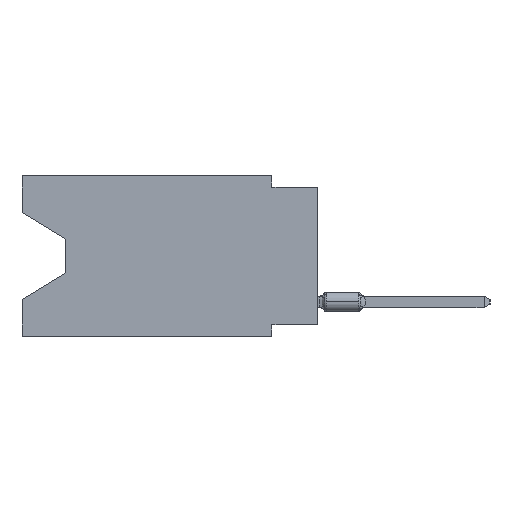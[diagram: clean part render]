
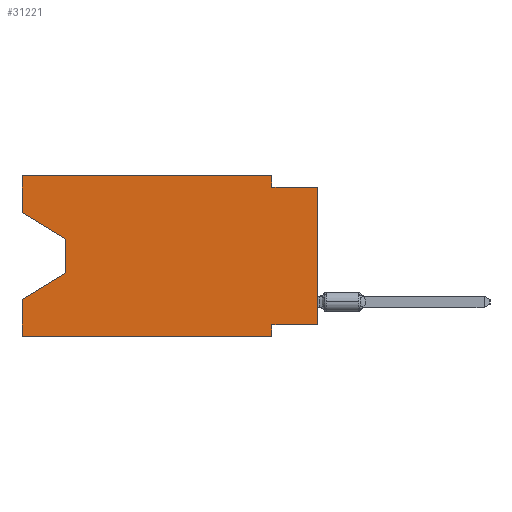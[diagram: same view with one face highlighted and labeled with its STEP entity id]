
A CAD part, left-side view. The second image highlights one B-rep face of the part: STEP entity #31221.
In plain terms, the highlighted planar face has unit normal (-1, 0, 0).
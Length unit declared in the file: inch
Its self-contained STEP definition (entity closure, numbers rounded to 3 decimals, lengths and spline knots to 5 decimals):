
#752 = ORIENTED_EDGE ( 'NONE', *, *, #10477, .F. ) ;
#922 = CARTESIAN_POINT ( 'NONE',  ( 0., 0.55, -0.138 ) ) ;
#981 = EDGE_CURVE ( 'NONE', #2121, #41992, #30878, .T. ) ;
#1057 = CARTESIAN_POINT ( 'NONE',  ( 0., 0.645, -0.35 ) ) ;
#1388 = EDGE_CURVE ( 'NONE', #8418, #18791, #32566, .T. ) ;
#1449 = LINE ( 'NONE', #26802, #17939 ) ;
#2066 = DIRECTION ( 'NONE',  ( 1., 0., 0. ) ) ;
#2121 = VERTEX_POINT ( 'NONE', #45022 ) ;
#2794 = VERTEX_POINT ( 'NONE', #32061 ) ;
#2974 = DIRECTION ( 'NONE',  ( 0., 0., -1. ) ) ;
#3207 = LINE ( 'NONE', #35309, #5713 ) ;
#3225 = EDGE_CURVE ( 'NONE', #36833, #6416, #9492, .T. ) ;
#3738 = VECTOR ( 'NONE', #13017, 39.37008 ) ;
#3855 = CARTESIAN_POINT ( 'NONE',  ( 0., 0., -0.025 ) ) ;
#4162 = DIRECTION ( 'NONE',  ( 0., 0., -1. ) ) ;
#5052 = CARTESIAN_POINT ( 'NONE',  ( 0., 0.1, 0. ) ) ;
#5161 = EDGE_CURVE ( 'NONE', #22649, #24503, #13870, .T. ) ;
#5559 = PLANE ( 'NONE',  #6645 ) ;
#5633 = VECTOR ( 'NONE', #4162, 39.37008 ) ;
#5713 = VECTOR ( 'NONE', #17615, 39.37008 ) ;
#5887 = LINE ( 'NONE', #23789, #38340 ) ;
#6416 = VERTEX_POINT ( 'NONE', #30927 ) ;
#6645 = AXIS2_PLACEMENT_3D ( 'NONE', #44627, #2066, #41142 ) ;
#6995 = ORIENTED_EDGE ( 'NONE', *, *, #5161, .F. ) ;
#7020 = CARTESIAN_POINT ( 'NONE',  ( 0., 0.55, -0.138 ) ) ;
#8418 = VERTEX_POINT ( 'NONE', #7020 ) ;
#9269 = CARTESIAN_POINT ( 'NONE',  ( 0., 0.645, -0.08025 ) ) ;
#9377 = DIRECTION ( 'NONE',  ( 0., -0.855, -0.519 ) ) ;
#9492 = LINE ( 'NONE', #10167, #34488 ) ;
#9747 = ORIENTED_EDGE ( 'NONE', *, *, #44929, .F. ) ;
#10167 = CARTESIAN_POINT ( 'NONE',  ( 0., 0.1, -0.35 ) ) ;
#10477 = EDGE_CURVE ( 'NONE', #24503, #14665, #44885, .T. ) ;
#10829 = DIRECTION ( 'NONE',  ( 0., 0., 1. ) ) ;
#10871 = CARTESIAN_POINT ( 'NONE',  ( 0., 0.1, 0. ) ) ;
#10994 = VECTOR ( 'NONE', #10829, 39.37008 ) ;
#11773 = CARTESIAN_POINT ( 'NONE',  ( 0., 0.645, 0. ) ) ;
#13017 = DIRECTION ( 'NONE',  ( 0., -1., 0. ) ) ;
#13531 = EDGE_CURVE ( 'NONE', #2794, #41992, #1449, .T. ) ;
#13870 = LINE ( 'NONE', #39212, #23839 ) ;
#14665 = VERTEX_POINT ( 'NONE', #10871 ) ;
#15235 = VECTOR ( 'NONE', #31579, 39.37008 ) ;
#16069 = CARTESIAN_POINT ( 'NONE',  ( 0., 0.645, 0. ) ) ;
#16605 = ORIENTED_EDGE ( 'NONE', *, *, #3225, .F. ) ;
#17063 = ORIENTED_EDGE ( 'NONE', *, *, #22245, .T. ) ;
#17139 = DIRECTION ( 'NONE',  ( 0., 0., 1. ) ) ;
#17615 = DIRECTION ( 'NONE',  ( 0., 1., 0. ) ) ;
#17939 = VECTOR ( 'NONE', #29602, 39.37008 ) ;
#18199 = LINE ( 'NONE', #19272, #25018 ) ;
#18791 = VERTEX_POINT ( 'NONE', #34367 ) ;
#19199 = ORIENTED_EDGE ( 'NONE', *, *, #22490, .T. ) ;
#19272 = CARTESIAN_POINT ( 'NONE',  ( 0., 0.55, -0.212 ) ) ;
#19412 = VECTOR ( 'NONE', #37158, 39.37008 ) ;
#19683 = ORIENTED_EDGE ( 'NONE', *, *, #981, .F. ) ;
#22075 = ORIENTED_EDGE ( 'NONE', *, *, #40715, .F. ) ;
#22235 = LINE ( 'NONE', #1057, #23883 ) ;
#22245 = EDGE_CURVE ( 'NONE', #22649, #8418, #5887, .T. ) ;
#22490 = EDGE_CURVE ( 'NONE', #18791, #24343, #18199, .T. ) ;
#22649 = VERTEX_POINT ( 'NONE', #9269 ) ;
#22701 = ORIENTED_EDGE ( 'NONE', *, *, #27440, .F. ) ;
#22781 = CARTESIAN_POINT ( 'NONE',  ( 0., 0.1, -0.325 ) ) ;
#22973 = LINE ( 'NONE', #5052, #19412 ) ;
#23789 = CARTESIAN_POINT ( 'NONE',  ( 0., 0.645, -0.08025 ) ) ;
#23839 = VECTOR ( 'NONE', #17139, 39.37008 ) ;
#23883 = VECTOR ( 'NONE', #25479, 39.37008 ) ;
#24300 = VERTEX_POINT ( 'NONE', #38560 ) ;
#24343 = VERTEX_POINT ( 'NONE', #41818 ) ;
#24503 = VERTEX_POINT ( 'NONE', #11773 ) ;
#24794 = CARTESIAN_POINT ( 'NONE',  ( 0., 0.645, 0. ) ) ;
#24932 = ORIENTED_EDGE ( 'NONE', *, *, #1388, .T. ) ;
#25018 = VECTOR ( 'NONE', #33708, 39.37008 ) ;
#25479 = DIRECTION ( 'NONE',  ( 0., -1., 0. ) ) ;
#26802 = CARTESIAN_POINT ( 'NONE',  ( 0., 0., 0. ) ) ;
#27440 = EDGE_CURVE ( 'NONE', #2794, #36833, #3207, .T. ) ;
#29602 = DIRECTION ( 'NONE',  ( 0., 0., 1. ) ) ;
#30878 = LINE ( 'NONE', #45524, #15235 ) ;
#30927 = CARTESIAN_POINT ( 'NONE',  ( 0., 0.1, -0.35 ) ) ;
#31221 = ADVANCED_FACE ( 'NONE', ( #35045 ), #5559, .F. ) ;
#31579 = DIRECTION ( 'NONE',  ( 0., -1., 0. ) ) ;
#32061 = CARTESIAN_POINT ( 'NONE',  ( 0., 0., -0.325 ) ) ;
#32566 = LINE ( 'NONE', #922, #5633 ) ;
#33708 = DIRECTION ( 'NONE',  ( 0., 0.855, -0.519 ) ) ;
#34367 = CARTESIAN_POINT ( 'NONE',  ( 0., 0.55, -0.212 ) ) ;
#34488 = VECTOR ( 'NONE', #2974, 39.37008 ) ;
#34702 = ORIENTED_EDGE ( 'NONE', *, *, #34811, .T. ) ;
#34811 = EDGE_CURVE ( 'NONE', #24300, #6416, #22235, .T. ) ;
#35045 = FACE_OUTER_BOUND ( 'NONE', #40617, .T. ) ;
#35309 = CARTESIAN_POINT ( 'NONE',  ( 0., 0., -0.325 ) ) ;
#36833 = VERTEX_POINT ( 'NONE', #22781 ) ;
#37158 = DIRECTION ( 'NONE',  ( 0., 0., -1. ) ) ;
#38340 = VECTOR ( 'NONE', #9377, 39.37008 ) ;
#38560 = CARTESIAN_POINT ( 'NONE',  ( 0., 0.645, -0.35 ) ) ;
#39212 = CARTESIAN_POINT ( 'NONE',  ( 0., 0.645, 0. ) ) ;
#40617 = EDGE_LOOP ( 'NONE', ( #17063, #24932, #19199, #9747, #34702, #16605, #22701, #42717, #19683, #22075, #752, #6995 ) ) ;
#40715 = EDGE_CURVE ( 'NONE', #14665, #2121, #22973, .T. ) ;
#41142 = DIRECTION ( 'NONE',  ( 0., 0., -1. ) ) ;
#41818 = CARTESIAN_POINT ( 'NONE',  ( 0., 0.645, -0.26975 ) ) ;
#41992 = VERTEX_POINT ( 'NONE', #3855 ) ;
#42474 = LINE ( 'NONE', #24794, #10994 ) ;
#42717 = ORIENTED_EDGE ( 'NONE', *, *, #13531, .T. ) ;
#44627 = CARTESIAN_POINT ( 'NONE',  ( 0., 0.645, 0. ) ) ;
#44885 = LINE ( 'NONE', #16069, #3738 ) ;
#44929 = EDGE_CURVE ( 'NONE', #24300, #24343, #42474, .T. ) ;
#45022 = CARTESIAN_POINT ( 'NONE',  ( 0., 0.1, -0.025 ) ) ;
#45524 = CARTESIAN_POINT ( 'NONE',  ( 0., 0., -0.025 ) ) ;
